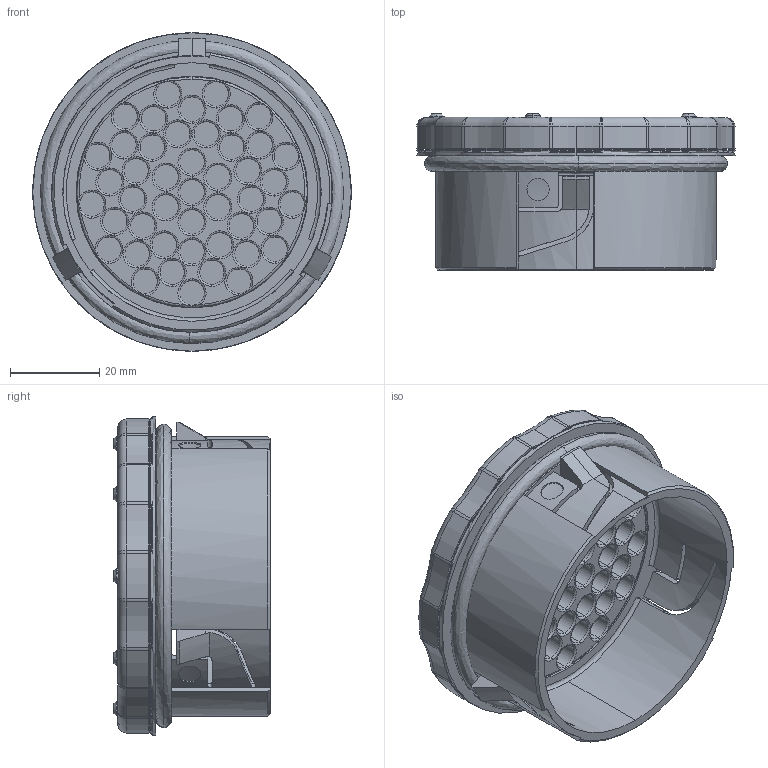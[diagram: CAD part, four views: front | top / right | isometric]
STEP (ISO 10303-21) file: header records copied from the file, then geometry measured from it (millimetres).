
FILE_DESCRIPTION (( 'STEP AP203' ), '1' );
FILE_NAME ('565215.step', '2022-03-30T19:23:59', ( '' ), ( '' ), 'SwSTEP 2.0', 'SolidWorks 2021', '' );
FILE_SCHEMA (( 'CONFIG_CONTROL_DESIGN' ));
Length unit declared in the file: millimetre
Products named in the file (1): 565215
Bounding box: 71.4 x 35 x 71.4 mm (x, y, z)
Volume: 44913.9 mm3; surface area: 48236.6 mm2
Topology: 6 solids, 6 shells, 977 faces, 2546 edges, 1576 vertices
Faces by surface type: cylinder 484, bspline 214, torus 113, plane 97, cone 47, sphere 22
Entity records: 40736 total; most frequent: CARTESIAN_POINT 16786, ORIENTED_EDGE 5092, DIRECTION 5019, EDGE_CURVE 2546, AXIS2_PLACEMENT_3D 2190, VERTEX_POINT 1576, CIRCLE 1426, EDGE_LOOP 1280
